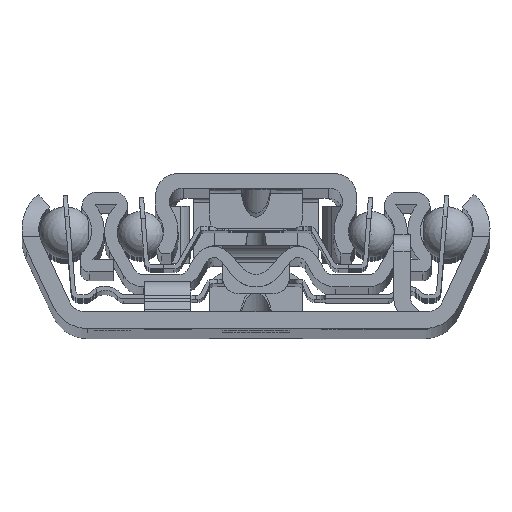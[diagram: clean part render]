
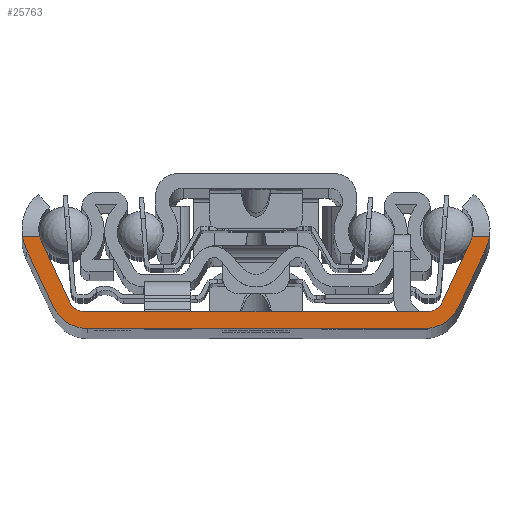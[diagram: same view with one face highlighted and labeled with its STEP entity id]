
A CAD part, top view. The second image highlights one B-rep face of the part: STEP entity #25763.
In plain terms, the highlighted planar face has unit normal (0, 0, 1).
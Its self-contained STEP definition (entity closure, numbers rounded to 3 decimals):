
#429=PLANE('',#36366);
#2630=FACE_OUTER_BOUND('',#4446,.T.);
#4446=EDGE_LOOP('',(#16044,#16045,#16046,#16047,#16048,#16049,#16050,#16051,
#16052,#16053,#16054,#16055,#16056,#16057,#16058,#16059));
#6702=VERTEX_POINT('',#52316);
#6703=VERTEX_POINT('',#52318);
#6737=VERTEX_POINT('',#52414);
#6738=VERTEX_POINT('',#52415);
#6837=VERTEX_POINT('',#52758);
#6839=VERTEX_POINT('',#52773);
#6841=VERTEX_POINT('',#52787);
#6843=VERTEX_POINT('',#52800);
#6844=VERTEX_POINT('',#52815);
#6850=VERTEX_POINT('',#52840);
#6851=VERTEX_POINT('',#52842);
#6852=VERTEX_POINT('',#52845);
#6853=VERTEX_POINT('',#52847);
#6854=VERTEX_POINT('',#52850);
#6855=VERTEX_POINT('',#52852);
#6856=VERTEX_POINT('',#52855);
#10244=EDGE_CURVE('',#6702,#6703,#29594,.T.);
#10281=EDGE_CURVE('',#6737,#6738,#29620,.T.);
#10455=EDGE_CURVE('',#6837,#6839,#29750,.T.);
#10459=EDGE_CURVE('',#6841,#6843,#29751,.T.);
#10460=EDGE_CURVE('',#6841,#6844,#27626,.T.);
#10468=EDGE_CURVE('',#6850,#6843,#27628,.T.);
#10469=EDGE_CURVE('',#6851,#6850,#29756,.T.);
#10470=EDGE_CURVE('',#6703,#6851,#27629,.T.);
#10471=EDGE_CURVE('',#6852,#6702,#27630,.T.);
#10472=EDGE_CURVE('',#6853,#6852,#29757,.T.);
#10473=EDGE_CURVE('',#6837,#6853,#27631,.T.);
#10474=EDGE_CURVE('',#6854,#6839,#27632,.T.);
#10475=EDGE_CURVE('',#6855,#6854,#29758,.T.);
#10476=EDGE_CURVE('',#6738,#6855,#27633,.T.);
#10477=EDGE_CURVE('',#6856,#6737,#27634,.T.);
#10478=EDGE_CURVE('',#6844,#6856,#29759,.T.);
#16044=ORIENTED_EDGE('',*,*,#10459,.T.);
#16045=ORIENTED_EDGE('',*,*,#10468,.F.);
#16046=ORIENTED_EDGE('',*,*,#10469,.F.);
#16047=ORIENTED_EDGE('',*,*,#10470,.F.);
#16048=ORIENTED_EDGE('',*,*,#10244,.F.);
#16049=ORIENTED_EDGE('',*,*,#10471,.F.);
#16050=ORIENTED_EDGE('',*,*,#10472,.F.);
#16051=ORIENTED_EDGE('',*,*,#10473,.F.);
#16052=ORIENTED_EDGE('',*,*,#10455,.T.);
#16053=ORIENTED_EDGE('',*,*,#10474,.F.);
#16054=ORIENTED_EDGE('',*,*,#10475,.F.);
#16055=ORIENTED_EDGE('',*,*,#10476,.F.);
#16056=ORIENTED_EDGE('',*,*,#10281,.F.);
#16057=ORIENTED_EDGE('',*,*,#10477,.F.);
#16058=ORIENTED_EDGE('',*,*,#10478,.F.);
#16059=ORIENTED_EDGE('',*,*,#10460,.F.);
#25763=ADVANCED_FACE('',(#2630),#429,.T.);
#27626=CIRCLE('',#36362,3.5);
#27628=CIRCLE('',#36367,5.5);
#27629=CIRCLE('',#36368,4.5);
#27630=CIRCLE('',#36369,4.5);
#27631=CIRCLE('',#36370,5.5);
#27632=CIRCLE('',#36371,3.5);
#27633=CIRCLE('',#36372,2.);
#27634=CIRCLE('',#36373,2.);
#29594=LINE('',#52319,#32860);
#29620=LINE('',#52416,#32886);
#29750=LINE('',#52784,#33016);
#29751=LINE('',#52813,#33017);
#29756=LINE('',#52843,#33022);
#29757=LINE('',#52848,#33023);
#29758=LINE('',#52853,#33024);
#29759=LINE('',#52857,#33025);
#32860=VECTOR('',#40404,40.199);
#32886=VECTOR('',#40454,40.836);
#33016=VECTOR('',#40814,2.034);
#33017=VECTOR('',#40819,2.034);
#33022=VECTOR('',#40838,7.588);
#33023=VECTOR('',#40843,7.588);
#33024=VECTOR('',#40848,7.907);
#33025=VECTOR('',#40853,7.907);
#36362=AXIS2_PLACEMENT_3D('',#52816,#40822,#40823);
#36366=AXIS2_PLACEMENT_3D('',#52839,#40834,#40835);
#36367=AXIS2_PLACEMENT_3D('',#52841,#40836,#40837);
#36368=AXIS2_PLACEMENT_3D('',#52844,#40839,#40840);
#36369=AXIS2_PLACEMENT_3D('',#52846,#40841,#40842);
#36370=AXIS2_PLACEMENT_3D('',#52849,#40844,#40845);
#36371=AXIS2_PLACEMENT_3D('',#52851,#40846,#40847);
#36372=AXIS2_PLACEMENT_3D('',#52854,#40849,#40850);
#36373=AXIS2_PLACEMENT_3D('',#52856,#40851,#40852);
#40404=DIRECTION('',(-1.,0.,0.));
#40454=DIRECTION('',(1.,0.,0.));
#40814=DIRECTION('',(-1.,0.,0.));
#40819=DIRECTION('',(-1.,0.,0.));
#40822=DIRECTION('center_axis',(0.,0.,1.));
#40823=DIRECTION('ref_axis',(0.643,-0.766,0.));
#40834=DIRECTION('center_axis',(0.,0.,1.));
#40835=DIRECTION('ref_axis',(1.,0.,0.));
#40836=DIRECTION('center_axis',(0.,0.,-1.));
#40837=DIRECTION('ref_axis',(-0.646,0.764,0.));
#40838=DIRECTION('',(-0.423,0.906,0.));
#40839=DIRECTION('center_axis',(0.,0.,-1.));
#40840=DIRECTION('ref_axis',(-0.906,-0.423,0.));
#40841=DIRECTION('center_axis',(0.,0.,-1.));
#40842=DIRECTION('ref_axis',(0.,-1.,0.));
#40843=DIRECTION('',(-0.423,-0.906,0.));
#40844=DIRECTION('center_axis',(0.,0.,-1.));
#40845=DIRECTION('ref_axis',(0.906,-0.423,0.));
#40846=DIRECTION('center_axis',(0.,0.,1.));
#40847=DIRECTION('ref_axis',(-0.906,0.423,0.));
#40848=DIRECTION('',(0.423,0.906,0.));
#40849=DIRECTION('center_axis',(0.,0.,1.));
#40850=DIRECTION('ref_axis',(0.,1.,0.));
#40851=DIRECTION('center_axis',(0.,0.,1.));
#40852=DIRECTION('ref_axis',(0.906,0.423,0.));
#40853=DIRECTION('',(0.423,-0.906,0.));
#52316=CARTESIAN_POINT('',(20.099,0.,700.));
#52318=CARTESIAN_POINT('',(-20.099,0.,700.));
#52319=CARTESIAN_POINT('',(-20.099,0.,700.));
#52414=CARTESIAN_POINT('',(-20.418,2.,700.));
#52415=CARTESIAN_POINT('',(20.418,2.,700.));
#52416=CARTESIAN_POINT('',(20.418,2.,700.));
#52758=CARTESIAN_POINT('',(27.842,11.,700.));
#52773=CARTESIAN_POINT('',(25.807,11.,700.));
#52784=CARTESIAN_POINT('',(0.,11.,700.));
#52787=CARTESIAN_POINT('',(-25.807,11.,700.));
#52800=CARTESIAN_POINT('',(-27.842,11.,700.));
#52813=CARTESIAN_POINT('',(0.,11.,700.));
#52815=CARTESIAN_POINT('',(-25.572,10.321,700.));
#52816=CARTESIAN_POINT('Origin',(-22.4,11.8,700.));
#52839=CARTESIAN_POINT('Origin',(0.,4.283,
700.));
#52840=CARTESIAN_POINT('',(-27.385,9.476,700.));
#52841=CARTESIAN_POINT('Origin',(-22.4,11.8,700.));
#52842=CARTESIAN_POINT('',(-24.178,2.598,700.));
#52843=CARTESIAN_POINT('',(-27.385,9.476,700.));
#52844=CARTESIAN_POINT('Origin',(-20.099,4.5,700.));
#52845=CARTESIAN_POINT('',(24.178,2.598,700.));
#52846=CARTESIAN_POINT('Origin',(20.099,4.5,700.));
#52847=CARTESIAN_POINT('',(27.385,9.476,700.));
#52848=CARTESIAN_POINT('',(24.178,2.598,700.));
#52849=CARTESIAN_POINT('Origin',(22.4,11.8,700.));
#52850=CARTESIAN_POINT('',(25.572,10.321,700.));
#52851=CARTESIAN_POINT('Origin',(22.4,11.8,700.));
#52852=CARTESIAN_POINT('',(22.23,3.155,700.));
#52853=CARTESIAN_POINT('',(25.572,10.321,700.));
#52854=CARTESIAN_POINT('Origin',(20.418,4.,700.));
#52855=CARTESIAN_POINT('',(-22.23,3.155,700.));
#52856=CARTESIAN_POINT('Origin',(-20.418,4.,700.));
#52857=CARTESIAN_POINT('',(-22.23,3.155,700.));
